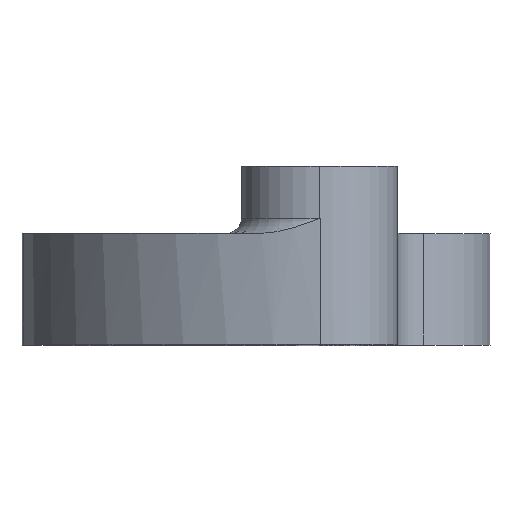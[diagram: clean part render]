
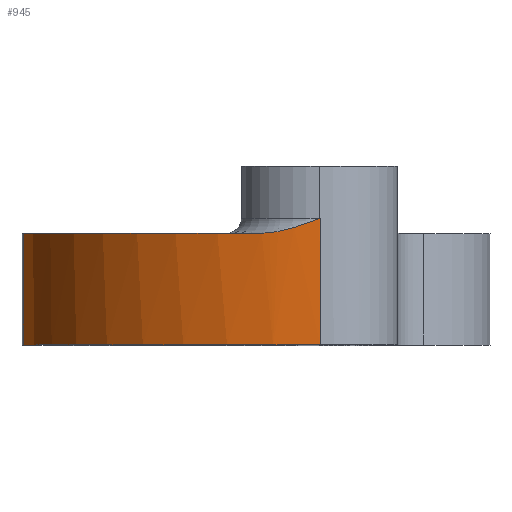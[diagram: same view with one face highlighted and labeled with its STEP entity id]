
A CAD part, top view. The second image highlights one B-rep face of the part: STEP entity #945.
In plain terms, the highlighted cylindrical face has radius 40 mm (diameter 80 mm), a partial arc.
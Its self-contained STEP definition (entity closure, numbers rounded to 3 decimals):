
#88 = CARTESIAN_POINT ( 'NONE',  ( 20., 16.96, 43. ) ) ;
#145 = FACE_OUTER_BOUND ( 'NONE', #1317, .T. ) ;
#180 = DIRECTION ( 'NONE',  ( 0., 0., 1. ) ) ;
#208 = VERTEX_POINT ( 'NONE', #898 ) ;
#322 = CARTESIAN_POINT ( 'NONE',  ( 13.567, 15.072, 42.534 ) ) ;
#361 = CARTESIAN_POINT ( 'NONE',  ( 20.106, 0., 42.999 ) ) ;
#466 = CARTESIAN_POINT ( 'NONE',  ( 17.472, 16.015, 42.96 ) ) ;
#500 = CARTESIAN_POINT ( 'NONE',  ( 15.53, 15.459, 42.789 ) ) ;
#519 = EDGE_CURVE ( 'NONE', #208, #1710, #1613, .T. ) ;
#560 = CARTESIAN_POINT ( 'NONE',  ( 19.702, 0., 3.002 ) ) ;
#577 = EDGE_CURVE ( 'NONE', #1237, #2207, #2031, .T. ) ;
#590 = ORIENTED_EDGE ( 'NONE', *, *, #2308, .T. ) ;
#644 = CARTESIAN_POINT ( 'NONE',  ( 18.735, 16.486, 43.01 ) ) ;
#647 = EDGE_CURVE ( 'NONE', #2207, #1710, #808, .T. ) ;
#738 = CARTESIAN_POINT ( 'NONE',  ( 20.106, 15., 42.999 ) ) ;
#775 = ORIENTED_EDGE ( 'NONE', *, *, #2152, .T. ) ;
#808 = CIRCLE ( 'NONE', #1608, 40. ) ;
#861 = VERTEX_POINT ( 'NONE', #1745 ) ;
#891 = CARTESIAN_POINT ( 'NONE',  ( -19.857, 15., 8.925 ) ) ;
#898 = CARTESIAN_POINT ( 'NONE',  ( -19.857, 15., 8.925 ) ) ;
#939 = CARTESIAN_POINT ( 'NONE',  ( 20.035, 16.974, 43. ) ) ;
#944 = B_SPLINE_CURVE_WITH_KNOTS ( 'NONE', 3,
 ( #88, #644, #466, #500, #1970, #322, #2153, #1047 ),
 .UNSPECIFIED., .F., .F.,
 ( 4, 2, 2, 4 ),
 ( 0., 0.004, 0.006, 0.008 ),
 .UNSPECIFIED. ) ;
#945 = ADVANCED_FACE ( 'NONE', ( #145 ), #1044, .T. ) ;
#995 = ORIENTED_EDGE ( 'NONE', *, *, #519, .T. ) ;
#1044 = CYLINDRICAL_SURFACE ( 'NONE', #2077, 40. ) ;
#1047 = CARTESIAN_POINT ( 'NONE',  ( 12.239, 15., 42.299 ) ) ;
#1048 = DIRECTION ( 'NONE',  ( 0., 0., 1. ) ) ;
#1061 = CARTESIAN_POINT ( 'NONE',  ( 20.106, 17., 42.999 ) ) ;
#1123 = ORIENTED_EDGE ( 'NONE', *, *, #647, .F. ) ;
#1237 = VERTEX_POINT ( 'NONE', #1061 ) ;
#1238 = CARTESIAN_POINT ( 'NONE',  ( 19.702, 15., 3.002 ) ) ;
#1248 = DIRECTION ( 'NONE',  ( 0., -1., 0. ) ) ;
#1254 = DIRECTION ( 'NONE',  ( 0., -1., 0. ) ) ;
#1290 = DIRECTION ( 'NONE',  ( 0., -1., 0. ) ) ;
#1317 = EDGE_LOOP ( 'NONE', ( #1123, #1629, #1912, #775, #590, #995 ) ) ;
#1443 = DIRECTION ( 'NONE',  ( 0., 0., -1. ) ) ;
#1450 = DIRECTION ( 'NONE',  ( 0., -1., 0. ) ) ;
#1491 = VERTEX_POINT ( 'NONE', #1776 ) ;
#1501 = VECTOR ( 'NONE', #1254, 1000. ) ;
#1563 = AXIS2_PLACEMENT_3D ( 'NONE', #1881, #2076, #180 ) ;
#1608 = AXIS2_PLACEMENT_3D ( 'NONE', #560, #1290, #1048 ) ;
#1613 = LINE ( 'NONE', #891, #1501 ) ;
#1629 = ORIENTED_EDGE ( 'NONE', *, *, #577, .F. ) ;
#1672 = CARTESIAN_POINT ( 'NONE',  ( 20., 16.96, 43. ) ) ;
#1698 = EDGE_CURVE ( 'NONE', #1237, #1491, #1783, .T. ) ;
#1710 = VERTEX_POINT ( 'NONE', #1907 ) ;
#1745 = CARTESIAN_POINT ( 'NONE',  ( 12.239, 15., 42.299 ) ) ;
#1776 = CARTESIAN_POINT ( 'NONE',  ( 20., 16.96, 43. ) ) ;
#1783 = B_SPLINE_CURVE_WITH_KNOTS ( 'NONE', 3,
 ( #2054, #1871, #939, #1672 ),
 .UNSPECIFIED., .F., .F.,
 ( 4, 4 ),
 ( 0., 0. ),
 .UNSPECIFIED. ) ;
#1871 = CARTESIAN_POINT ( 'NONE',  ( 20.071, 16.987, 43. ) ) ;
#1881 = CARTESIAN_POINT ( 'NONE',  ( 19.702, 15., 3.002 ) ) ;
#1907 = CARTESIAN_POINT ( 'NONE',  ( -19.857, 0., 8.925 ) ) ;
#1912 = ORIENTED_EDGE ( 'NONE', *, *, #1698, .T. ) ;
#1970 = CARTESIAN_POINT ( 'NONE',  ( 14.878, 15.301, 42.715 ) ) ;
#2031 = LINE ( 'NONE', #738, #2353 ) ;
#2054 = CARTESIAN_POINT ( 'NONE',  ( 20.106, 17., 42.999 ) ) ;
#2076 = DIRECTION ( 'NONE',  ( 0., -1., 0. ) ) ;
#2077 = AXIS2_PLACEMENT_3D ( 'NONE', #1238, #1248, #1443 ) ;
#2152 = EDGE_CURVE ( 'NONE', #1491, #861, #944, .T. ) ;
#2153 = CARTESIAN_POINT ( 'NONE',  ( 12.908, 15., 42.426 ) ) ;
#2183 = CIRCLE ( 'NONE', #1563, 40. ) ;
#2207 = VERTEX_POINT ( 'NONE', #361 ) ;
#2308 = EDGE_CURVE ( 'NONE', #861, #208, #2183, .T. ) ;
#2353 = VECTOR ( 'NONE', #1450, 1000. ) ;
